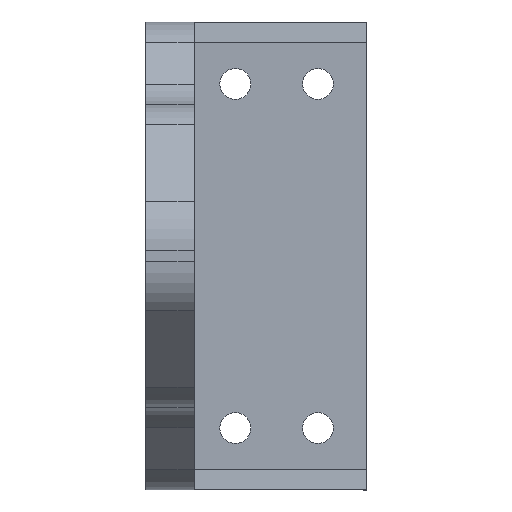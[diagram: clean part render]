
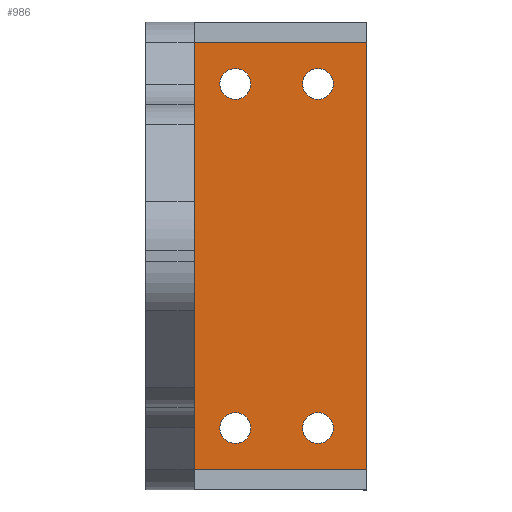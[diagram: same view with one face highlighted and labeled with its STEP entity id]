
A CAD part, left-side view. The second image highlights one B-rep face of the part: STEP entity #986.
In plain terms, the highlighted planar face has unit normal (-1, 0, 0).
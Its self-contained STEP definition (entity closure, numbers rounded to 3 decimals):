
#14 = EDGE_CURVE ( 'NONE', #811, #761, #259, .T. ) ;
#20 = DIRECTION ( 'NONE',  ( 1., 0., 0. ) ) ;
#61 = DIRECTION ( 'NONE',  ( 1., 0., 0. ) ) ;
#77 = AXIS2_PLACEMENT_3D ( 'NONE', #429, #535, #882 ) ;
#81 = EDGE_LOOP ( 'NONE', ( #640, #541 ) ) ;
#92 = VERTEX_POINT ( 'NONE', #1033 ) ;
#112 = CARTESIAN_POINT ( 'NONE',  ( 58., -25., -65. ) ) ;
#115 = FACE_BOUND ( 'NONE', #325, .T. ) ;
#118 = CARTESIAN_POINT ( 'NONE',  ( 58., -6., -9. ) ) ;
#150 = CARTESIAN_POINT ( 'NONE',  ( 58., -25., 0. ) ) ;
#167 = AXIS2_PLACEMENT_3D ( 'NONE', #1278, #337, #662 ) ;
#181 = LINE ( 'NONE', #422, #1288 ) ;
#188 = EDGE_LOOP ( 'NONE', ( #406, #1159, #237, #589 ) ) ;
#190 = CIRCLE ( 'NONE', #167, 2.25 ) ;
#220 = FACE_BOUND ( 'NONE', #544, .T. ) ;
#237 = ORIENTED_EDGE ( 'NONE', *, *, #923, .T. ) ;
#239 = DIRECTION ( 'NONE',  ( 1., 0., 0. ) ) ;
#257 = CIRCLE ( 'NONE', #77, 2.25 ) ;
#259 = LINE ( 'NONE', #914, #762 ) ;
#267 = CARTESIAN_POINT ( 'NONE',  ( 58., -18., -9. ) ) ;
#279 = EDGE_CURVE ( 'NONE', #501, #1255, #726, .T. ) ;
#286 = DIRECTION ( 'NONE',  ( 0., 1., 0. ) ) ;
#287 = VERTEX_POINT ( 'NONE', #990 ) ;
#305 = VERTEX_POINT ( 'NONE', #890 ) ;
#325 = EDGE_LOOP ( 'NONE', ( #438, #1179 ) ) ;
#335 = VERTEX_POINT ( 'NONE', #908 ) ;
#337 = DIRECTION ( 'NONE',  ( 1., 0., 0. ) ) ;
#358 = DIRECTION ( 'NONE',  ( 1., 0., 0. ) ) ;
#368 = CARTESIAN_POINT ( 'NONE',  ( 58., -18., -59. ) ) ;
#377 = CARTESIAN_POINT ( 'NONE',  ( 58., -6., -61.25 ) ) ;
#406 = ORIENTED_EDGE ( 'NONE', *, *, #14, .T. ) ;
#422 = CARTESIAN_POINT ( 'NONE',  ( 58., 0., -3. ) ) ;
#424 = EDGE_CURVE ( 'NONE', #305, #427, #1014, .T. ) ;
#427 = VERTEX_POINT ( 'NONE', #377 ) ;
#429 = CARTESIAN_POINT ( 'NONE',  ( 58., -6., -9. ) ) ;
#438 = ORIENTED_EDGE ( 'NONE', *, *, #714, .T. ) ;
#475 = AXIS2_PLACEMENT_3D ( 'NONE', #118, #239, #756 ) ;
#492 = CARTESIAN_POINT ( 'NONE',  ( 58., -18., -9. ) ) ;
#501 = VERTEX_POINT ( 'NONE', #1336 ) ;
#514 = VERTEX_POINT ( 'NONE', #602 ) ;
#531 = AXIS2_PLACEMENT_3D ( 'NONE', #492, #1126, #928 ) ;
#535 = DIRECTION ( 'NONE',  ( 1., 0., 0. ) ) ;
#537 = FACE_BOUND ( 'NONE', #1256, .T. ) ;
#541 = ORIENTED_EDGE ( 'NONE', *, *, #738, .T. ) ;
#544 = EDGE_LOOP ( 'NONE', ( #894, #931 ) ) ;
#550 = FACE_BOUND ( 'NONE', #81, .T. ) ;
#567 = LINE ( 'NONE', #150, #822 ) ;
#568 = DIRECTION ( 'NONE',  ( 0., 0., -1. ) ) ;
#582 = DIRECTION ( 'NONE',  ( 1., 0., 0. ) ) ;
#589 = ORIENTED_EDGE ( 'NONE', *, *, #743, .T. ) ;
#602 = CARTESIAN_POINT ( 'NONE',  ( 58., 0., -3. ) ) ;
#611 = DIRECTION ( 'NONE',  ( 0., 0., -1. ) ) ;
#640 = ORIENTED_EDGE ( 'NONE', *, *, #1082, .T. ) ;
#662 = DIRECTION ( 'NONE',  ( 0., 0., -1. ) ) ;
#714 = EDGE_CURVE ( 'NONE', #427, #305, #190, .T. ) ;
#726 = CIRCLE ( 'NONE', #475, 2.25 ) ;
#730 = FACE_OUTER_BOUND ( 'NONE', #188, .T. ) ;
#731 = AXIS2_PLACEMENT_3D ( 'NONE', #1300, #358, #568 ) ;
#738 = EDGE_CURVE ( 'NONE', #1185, #287, #963, .T. ) ;
#743 = EDGE_CURVE ( 'NONE', #514, #811, #1324, .T. ) ;
#756 = DIRECTION ( 'NONE',  ( 0., 0., -1. ) ) ;
#758 = CARTESIAN_POINT ( 'NONE',  ( 58., -18., -6.75 ) ) ;
#761 = VERTEX_POINT ( 'NONE', #112 ) ;
#762 = VECTOR ( 'NONE', #1315, 1000. ) ;
#781 = CARTESIAN_POINT ( 'NONE',  ( 58., -6., -6.75 ) ) ;
#791 = VERTEX_POINT ( 'NONE', #1051 ) ;
#800 = CARTESIAN_POINT ( 'NONE',  ( 58., -6., -59. ) ) ;
#811 = VERTEX_POINT ( 'NONE', #896 ) ;
#822 = VECTOR ( 'NONE', #994, 1000. ) ;
#882 = DIRECTION ( 'NONE',  ( 0., 0., -1. ) ) ;
#890 = CARTESIAN_POINT ( 'NONE',  ( 58., -6., -56.75 ) ) ;
#891 = CIRCLE ( 'NONE', #1041, 2.25 ) ;
#894 = ORIENTED_EDGE ( 'NONE', *, *, #895, .T. ) ;
#895 = EDGE_CURVE ( 'NONE', #92, #791, #1204, .T. ) ;
#896 = CARTESIAN_POINT ( 'NONE',  ( 58., 0., -65. ) ) ;
#906 = ORIENTED_EDGE ( 'NONE', *, *, #1178, .T. ) ;
#908 = CARTESIAN_POINT ( 'NONE',  ( 58., -25., -3. ) ) ;
#913 = CIRCLE ( 'NONE', #1337, 2.25 ) ;
#914 = CARTESIAN_POINT ( 'NONE',  ( 58., -25., -65. ) ) ;
#923 = EDGE_CURVE ( 'NONE', #335, #514, #181, .T. ) ;
#928 = DIRECTION ( 'NONE',  ( 0., 0., -1. ) ) ;
#931 = ORIENTED_EDGE ( 'NONE', *, *, #1107, .T. ) ;
#942 = AXIS2_PLACEMENT_3D ( 'NONE', #1167, #20, #968 ) ;
#963 = CIRCLE ( 'NONE', #531, 2.25 ) ;
#968 = DIRECTION ( 'NONE',  ( 0., 0., -1. ) ) ;
#986 = ADVANCED_FACE ( 'NONE', ( #115, #220, #537, #550, #730 ), #1261, .F. ) ;
#990 = CARTESIAN_POINT ( 'NONE',  ( 58., -18., -11.25 ) ) ;
#994 = DIRECTION ( 'NONE',  ( 0., 0., -1. ) ) ;
#1014 = CIRCLE ( 'NONE', #1199, 2.25 ) ;
#1024 = ORIENTED_EDGE ( 'NONE', *, *, #279, .T. ) ;
#1033 = CARTESIAN_POINT ( 'NONE',  ( 58., -18., -61.25 ) ) ;
#1041 = AXIS2_PLACEMENT_3D ( 'NONE', #267, #61, #1318 ) ;
#1051 = CARTESIAN_POINT ( 'NONE',  ( 58., -18., -56.75 ) ) ;
#1082 = EDGE_CURVE ( 'NONE', #287, #1185, #891, .T. ) ;
#1107 = EDGE_CURVE ( 'NONE', #791, #92, #913, .T. ) ;
#1112 = DIRECTION ( 'NONE',  ( 0., 0., -1. ) ) ;
#1118 = DIRECTION ( 'NONE',  ( 0., 0., -1. ) ) ;
#1126 = DIRECTION ( 'NONE',  ( 1., 0., 0. ) ) ;
#1150 = CARTESIAN_POINT ( 'NONE',  ( 58., 0., 0. ) ) ;
#1159 = ORIENTED_EDGE ( 'NONE', *, *, #1274, .F. ) ;
#1167 = CARTESIAN_POINT ( 'NONE',  ( 58., -25., 0. ) ) ;
#1178 = EDGE_CURVE ( 'NONE', #1255, #501, #257, .T. ) ;
#1179 = ORIENTED_EDGE ( 'NONE', *, *, #424, .T. ) ;
#1185 = VERTEX_POINT ( 'NONE', #758 ) ;
#1199 = AXIS2_PLACEMENT_3D ( 'NONE', #800, #1210, #1112 ) ;
#1204 = CIRCLE ( 'NONE', #731, 2.25 ) ;
#1210 = DIRECTION ( 'NONE',  ( 1., 0., 0. ) ) ;
#1248 = VECTOR ( 'NONE', #611, 1000. ) ;
#1255 = VERTEX_POINT ( 'NONE', #781 ) ;
#1256 = EDGE_LOOP ( 'NONE', ( #1024, #906 ) ) ;
#1261 = PLANE ( 'NONE',  #942 ) ;
#1274 = EDGE_CURVE ( 'NONE', #335, #761, #567, .T. ) ;
#1278 = CARTESIAN_POINT ( 'NONE',  ( 58., -6., -59. ) ) ;
#1288 = VECTOR ( 'NONE', #286, 1000. ) ;
#1300 = CARTESIAN_POINT ( 'NONE',  ( 58., -18., -59. ) ) ;
#1315 = DIRECTION ( 'NONE',  ( 0., -1., 0. ) ) ;
#1318 = DIRECTION ( 'NONE',  ( 0., 0., -1. ) ) ;
#1324 = LINE ( 'NONE', #1150, #1248 ) ;
#1336 = CARTESIAN_POINT ( 'NONE',  ( 58., -6., -11.25 ) ) ;
#1337 = AXIS2_PLACEMENT_3D ( 'NONE', #368, #582, #1118 ) ;
